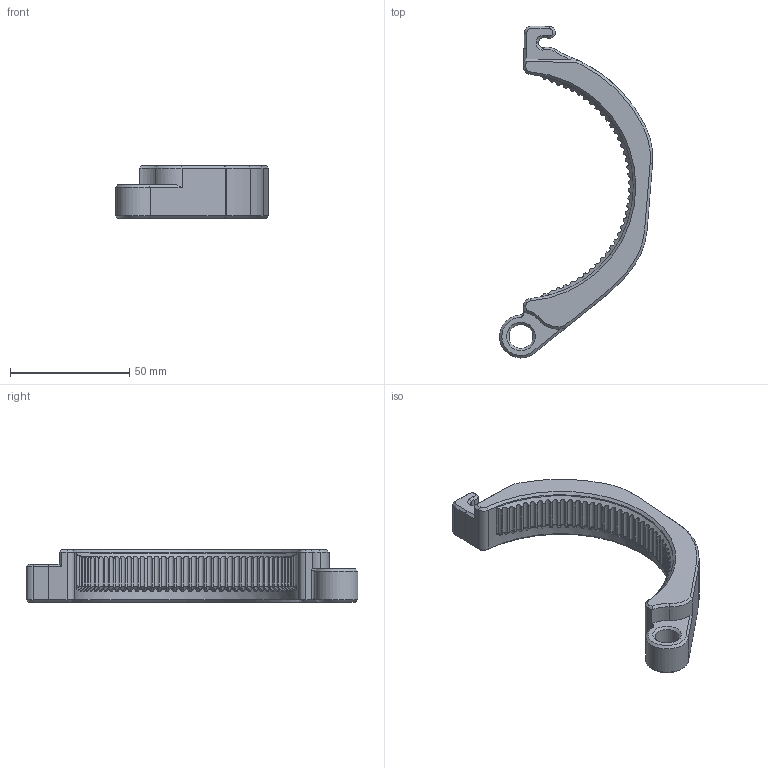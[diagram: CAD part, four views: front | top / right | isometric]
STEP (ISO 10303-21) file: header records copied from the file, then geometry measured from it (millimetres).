
FILE_DESCRIPTION(/* description */ (''),/* implementation_level */ '2;1');
FILE_NAME(/* name */ 'PitClamp_v3_Ring_Upper.step',/* time_stamp */ '2024-03-25T11:27:23-04:00',/* author */ (''),/* organization */ (''),/* preprocessor_version */ 'ST-DEVELOPER v20',/* originating_system */ 'Autodesk Translation Framework v12.20.1.177',/* authorisation */ '');
FILE_SCHEMA (('AUTOMOTIVE_DESIGN { 1 0 10303 214 3 1 1 }'));
Length unit declared in the file: millimetre
Products named in the file (1): PitClamp v3 RELEASE FILES
Bounding box: 64.2 x 139.22 x 22 mm (x, y, z)
Volume: 43556.1 mm3; surface area: 12937.8 mm2
Topology: 1 solids, 1 shells, 259 faces, 716 edges, 460 vertices
Faces by surface type: cylinder 144, cone 77, plane 36, bspline 2
Full cylindrical faces by diameter (mm): 10 x1
Entity records: 10821 total; most frequent: CARTESIAN_POINT 4637, ORIENTED_EDGE 1432, DIRECTION 1122, EDGE_CURVE 716, VERTEX_POINT 460, AXIS2_PLACEMENT_3D 458, B_SPLINE_CURVE_WITH_KNOTS 305, EDGE_LOOP 262
